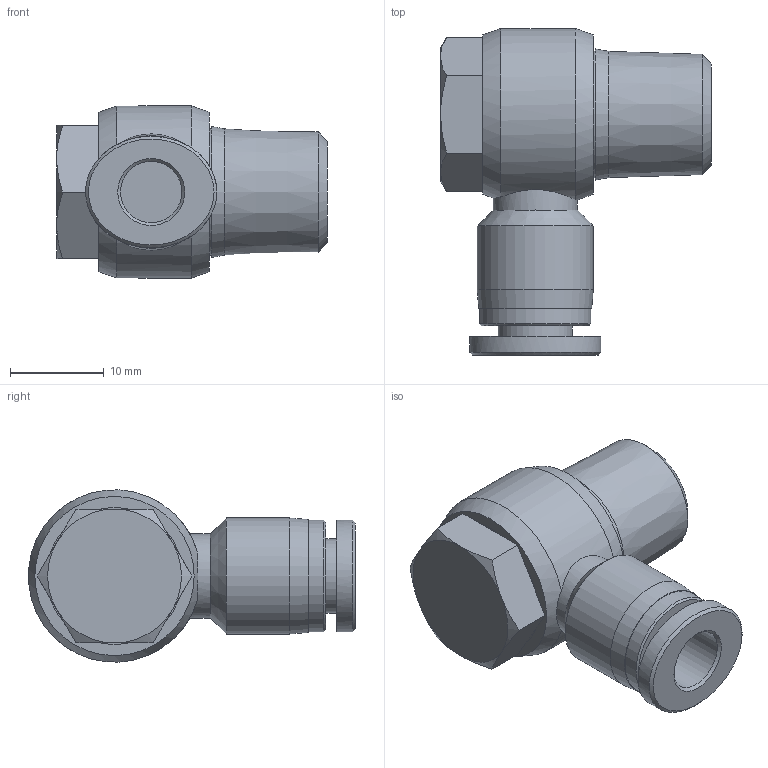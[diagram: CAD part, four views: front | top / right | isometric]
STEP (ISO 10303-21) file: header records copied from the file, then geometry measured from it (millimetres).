
FILE_DESCRIPTION((''),'2;1');
FILE_NAME('PH 1_4-N02U.stp','2016-10-12T10:08:11',('Administrator'),(''),'Autodesk Inventor 2013','Autodesk Inventor 2013','');
FILE_SCHEMA(('CONFIG_CONTROL_DESIGN'));
Length unit declared in the file: millimetre
Products named in the file (4): PH 1_4-N02U; NH BODY NPT1_4; NSE BODY 1_4-02; SLEEVE N1_4L
Assembly tree (3 placements, depth 2):
  PH 1_4-N02U
    NH BODY NPT1_4
    NSE BODY 1_4-02
    SLEEVE N1_4L
Bounding box: 28.9 x 34.87 x 18.38 mm (x, y, z)
Volume: 8358.2 mm3; surface area: 4076.5 mm2
Topology: 3 solids, 3 shells, 59 faces, 113 edges, 66 vertices
Faces by surface type: plane 31, cone 15, cylinder 11, bspline 2
Full cylindrical faces by diameter (mm): 6.55 x2, 7.9 x1, 9 x1, 11.9 x1, 12.4 x1, 12.7 x1, 13.5 x1, 14 x1, 14.6 x1
Entity records: 1571 total; most frequent: CARTESIAN_POINT 386, DIRECTION 247, ORIENTED_EDGE 180, AXIS2_PLACEMENT_3D 111, EDGE_CURVE 90, EDGE_LOOP 87, VERTEX_POINT 63, FACE_OUTER_BOUND 59
